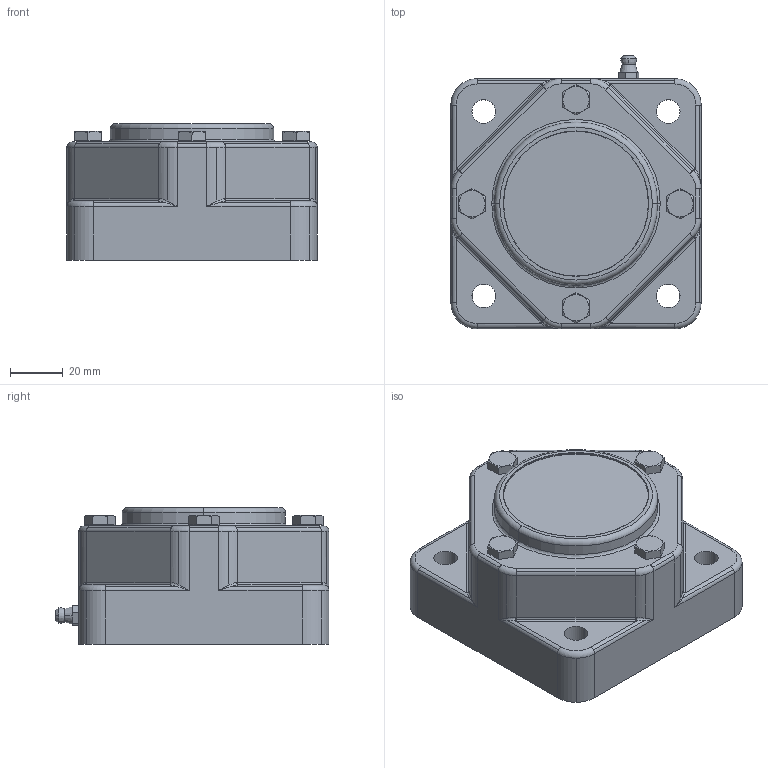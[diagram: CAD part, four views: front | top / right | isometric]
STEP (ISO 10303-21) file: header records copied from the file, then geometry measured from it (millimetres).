
FILE_DESCRIPTION((''),'2;1');
FILE_NAME('NG25-F4-C.stp','2006-01-15T20:08:47',('Thomas'),(''),'Autodesk Inventor 9','Autodesk Inventor 9','');
FILE_SCHEMA(('AUTOMOTIVE_DESIGN { 1 0 10303 214 1 1 1 1 }'));
Length unit declared in the file: millimetre
Products named in the file (1): NG25-F4-C
Bounding box: 95 x 104 x 52 mm (x, y, z)
Volume: 294279.2 mm3; surface area: 67521.4 mm2
Topology: 1 solids, 16 shells, 483 faces, 1168 edges, 691 vertices
Faces by surface type: cylinder 162, plane 106, bspline 99, cone 72, torus 36, sphere 8
Entity records: 16738 total; most frequent: CARTESIAN_POINT 5766, DIRECTION 2403, ORIENTED_EDGE 2254, EDGE_CURVE 1127, AXIS2_PLACEMENT_3D 1006, VERTEX_POINT 683, CIRCLE 621, EDGE_LOOP 550
